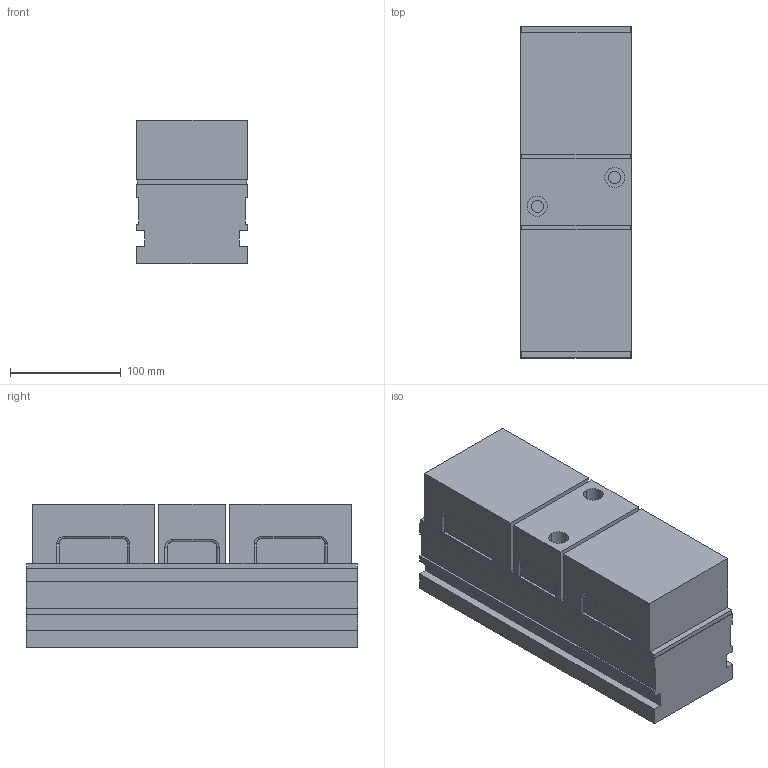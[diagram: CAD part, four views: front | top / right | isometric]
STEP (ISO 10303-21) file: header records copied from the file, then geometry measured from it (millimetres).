
FILE_DESCRIPTION (( 'STEP AP203' ), '1' );
FILE_NAME ('1030.STEP', '2025-03-15T09:46:15', ( '微软用户' ), ( '微软中国' ), 'SwSTEP 2.0', 'SolidWorks 2016', '' );
FILE_SCHEMA (( 'CONFIG_CONTROL_DESIGN' ));
Length unit declared in the file: millimetre
Products named in the file (8): 6_3; 7_3; Assem4_3; Assem3_1; 1030; 3_3; Assem1_2; 2_3
Assembly tree (8 placements, depth 3):
  1030
    7_3
    Assem4_3
      3_3
    Assem3_1
      6_3
    Assem1_2  x2
      2_3
Bounding box: 100 x 300 x 130 mm (x, y, z)
Volume: 3575713.8 mm3; surface area: 325199.6 mm2
Topology: 5 solids, 5 shells, 196 faces, 486 edges, 316 vertices
Faces by surface type: plane 102, cylinder 82, bspline 12
Entity records: 6010 total; most frequent: CARTESIAN_POINT 1014, DIRECTION 900, ORIENTED_EDGE 832, EDGE_CURVE 416, AXIS2_PLACEMENT_3D 318, VERTEX_POINT 272, VECTOR 264, LINE 264
